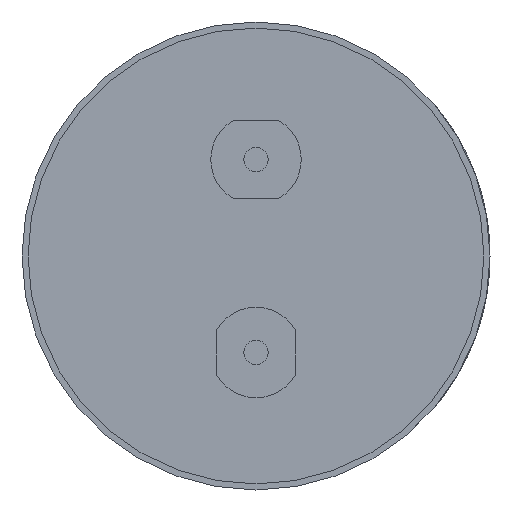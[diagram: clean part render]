
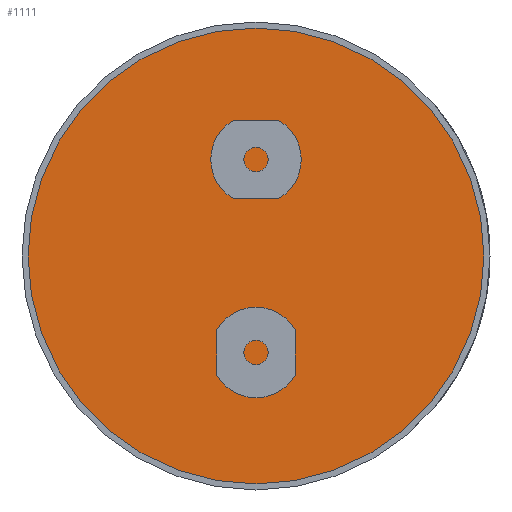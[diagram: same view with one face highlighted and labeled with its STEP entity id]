
A CAD part, front view. The second image highlights one B-rep face of the part: STEP entity #1111.
In plain terms, the highlighted planar face has unit normal (0, -1, 0).
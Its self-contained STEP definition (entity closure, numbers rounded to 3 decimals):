
#82 = CARTESIAN_POINT ( 'NONE',  ( 0., 3.2, 0. ) ) ;
#85 = DIRECTION ( 'NONE',  ( 0., 0., -1. ) ) ;
#93 = CARTESIAN_POINT ( 'NONE',  ( 0., 3.2, 37.8 ) ) ;
#349 = CIRCLE ( 'NONE', #641, 37.8 ) ;
#401 = DIRECTION ( 'NONE',  ( 0., -1., 0. ) ) ;
#431 = AXIS2_PLACEMENT_3D ( 'NONE', #2572, #401, #1719 ) ;
#439 = EDGE_CURVE ( 'NONE', #2016, #1665, #1750, .T. ) ;
#518 = CARTESIAN_POINT ( 'NONE',  ( 0., 3.2, 0. ) ) ;
#559 = FACE_OUTER_BOUND ( 'NONE', #1344, .T. ) ;
#641 = AXIS2_PLACEMENT_3D ( 'NONE', #518, #2445, #85 ) ;
#702 = DIRECTION ( 'NONE',  ( 0., 0., -1. ) ) ;
#1111 = ADVANCED_FACE ( 'NONE', ( #559 ), #1612, .T. ) ;
#1139 = DIRECTION ( 'NONE',  ( 0., -1., 0. ) ) ;
#1344 = EDGE_LOOP ( 'NONE', ( #2128, #2505 ) ) ;
#1527 = EDGE_CURVE ( 'NONE', #1665, #2016, #349, .T. ) ;
#1598 = AXIS2_PLACEMENT_3D ( 'NONE', #82, #1139, #702 ) ;
#1612 = PLANE ( 'NONE',  #1598 ) ;
#1665 = VERTEX_POINT ( 'NONE', #93 ) ;
#1719 = DIRECTION ( 'NONE',  ( 0., 0., -1. ) ) ;
#1750 = CIRCLE ( 'NONE', #431, 37.8 ) ;
#2016 = VERTEX_POINT ( 'NONE', #2585 ) ;
#2128 = ORIENTED_EDGE ( 'NONE', *, *, #439, .T. ) ;
#2445 = DIRECTION ( 'NONE',  ( 0., -1., 0. ) ) ;
#2505 = ORIENTED_EDGE ( 'NONE', *, *, #1527, .T. ) ;
#2572 = CARTESIAN_POINT ( 'NONE',  ( 0., 3.2, 0. ) ) ;
#2585 = CARTESIAN_POINT ( 'NONE',  ( 0., 3.2, -37.8 ) ) ;
